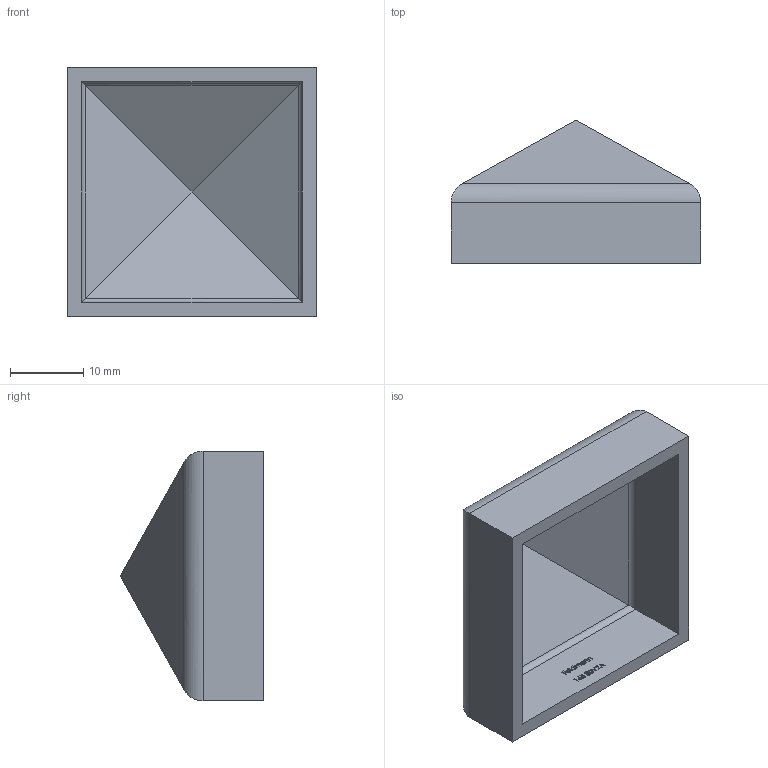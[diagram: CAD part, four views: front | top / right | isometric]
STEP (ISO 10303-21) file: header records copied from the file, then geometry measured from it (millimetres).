
FILE_DESCRIPTION (( 'STEP AP203' ), '1' );
FILE_NAME ('165-30V2A.step', '2020-11-30T09:57:23', ( '' ), ( '' ), 'SwSTEP 2.0', 'SolidWorks 2018', '' );
FILE_SCHEMA (( 'CONFIG_CONTROL_DESIGN' ));
Length unit declared in the file: millimetre
Products named in the file (2): 165-30V2A
Bounding box: 34 x 19.5 x 34 mm (x, y, z)
Volume: 4702.3 mm3; surface area: 4974.9 mm2
Topology: 1 solids, 1 shells, 246 faces, 638 edges, 418 vertices
Faces by surface type: plane 140, bspline 94, cylinder 12
Entity records: 12525 total; most frequent: CARTESIAN_POINT 7042, ORIENTED_EDGE 1276, DIRECTION 746, EDGE_CURVE 638, VECTOR 438, LINE 438, VERTEX_POINT 418, EDGE_LOOP 270
